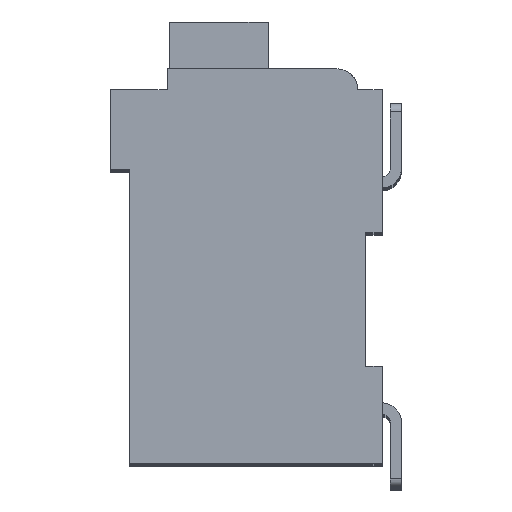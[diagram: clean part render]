
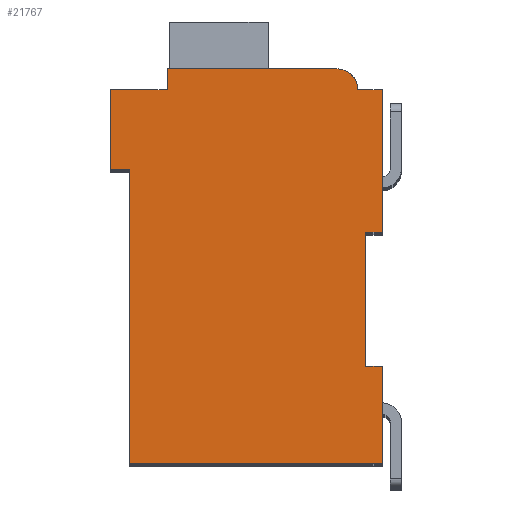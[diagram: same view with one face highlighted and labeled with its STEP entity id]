
A CAD part, top view. The second image highlights one B-rep face of the part: STEP entity #21767.
In plain terms, the highlighted planar face has unit normal (0, 0, 1).
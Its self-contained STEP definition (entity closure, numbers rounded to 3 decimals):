
#3926=DIRECTION('',(1.,0.,0.));
#3927=VECTOR('',#3926,0.5);
#3928=CARTESIAN_POINT('',(7.3,7.15,2.1));
#3929=LINE('',#3928,#3927);
#3930=DIRECTION('',(0.,1.,0.));
#3931=VECTOR('',#3930,4.15);
#3932=CARTESIAN_POINT('',(7.3,3.,2.1));
#3933=LINE('',#3932,#3931);
#3934=DIRECTION('',(-1.,0.,0.));
#3935=VECTOR('',#3934,0.5);
#3936=CARTESIAN_POINT('',(7.8,3.,2.1));
#3937=LINE('',#3936,#3935);
#3938=DIRECTION('',(0.,1.,0.));
#3939=VECTOR('',#3938,3.);
#3940=CARTESIAN_POINT('',(7.8,0.,2.1));
#3941=LINE('',#3940,#3939);
#3942=DIRECTION('',(1.,0.,0.));
#3943=VECTOR('',#3942,7.8);
#3944=CARTESIAN_POINT('',(0.,0.,2.1));
#3945=LINE('',#3944,#3943);
#3946=DIRECTION('',(0.,-1.,0.));
#3947=VECTOR('',#3946,9.1);
#3948=CARTESIAN_POINT('',(0.,9.1,2.1));
#3949=LINE('',#3948,#3947);
#3950=DIRECTION('',(1.,0.,0.));
#3951=VECTOR('',#3950,0.6);
#3952=CARTESIAN_POINT('',(-0.6,9.1,2.1));
#3953=LINE('',#3952,#3951);
#3954=DIRECTION('',(0.,-1.,0.));
#3955=VECTOR('',#3954,2.45);
#3956=CARTESIAN_POINT('',(-0.6,11.55,2.1));
#3957=LINE('',#3956,#3955);
#3958=DIRECTION('',(-1.,0.,0.));
#3959=VECTOR('',#3958,1.75);
#3960=CARTESIAN_POINT('',(1.15,11.55,2.1));
#3961=LINE('',#3960,#3959);
#3962=DIRECTION('',(0.,-1.,0.));
#3963=VECTOR('',#3962,0.65);
#3964=CARTESIAN_POINT('',(1.15,12.2,2.1));
#3965=LINE('',#3964,#3963);
#3966=DIRECTION('',(-1.,0.,0.));
#3967=VECTOR('',#3966,5.25);
#3968=CARTESIAN_POINT('',(6.4,12.2,2.1));
#3969=LINE('',#3968,#3967);
#3970=CARTESIAN_POINT('',(6.4,11.55,2.1));
#3971=DIRECTION('',(0.,0.,1.));
#3972=DIRECTION('',(1.,0.,0.));
#3973=AXIS2_PLACEMENT_3D('',#3970,#3971,#3972);
#3975=DIRECTION('',(-1.,0.,0.));
#3976=VECTOR('',#3975,0.75);
#3977=CARTESIAN_POINT('',(7.8,11.55,2.1));
#3978=LINE('',#3977,#3976);
#3979=DIRECTION('',(0.,1.,0.));
#3980=VECTOR('',#3979,4.4);
#3981=CARTESIAN_POINT('',(7.8,7.15,2.1));
#3982=LINE('',#3981,#3980);
#14131=CARTESIAN_POINT('',(7.3,7.15,2.1));
#14132=CARTESIAN_POINT('',(7.8,7.15,2.1));
#14133=VERTEX_POINT('',#14131);
#14134=VERTEX_POINT('',#14132);
#14135=CARTESIAN_POINT('',(7.8,11.55,2.1));
#14136=VERTEX_POINT('',#14135);
#14137=CARTESIAN_POINT('',(7.05,11.55,2.1));
#14138=VERTEX_POINT('',#14137);
#14139=CARTESIAN_POINT('',(6.4,12.2,2.1));
#14140=VERTEX_POINT('',#14139);
#14141=CARTESIAN_POINT('',(1.15,12.2,2.1));
#14142=VERTEX_POINT('',#14141);
#14143=CARTESIAN_POINT('',(1.15,11.55,2.1));
#14144=VERTEX_POINT('',#14143);
#14145=CARTESIAN_POINT('',(-0.6,11.55,2.1));
#14146=VERTEX_POINT('',#14145);
#14147=CARTESIAN_POINT('',(-0.6,9.1,2.1));
#14148=VERTEX_POINT('',#14147);
#14149=CARTESIAN_POINT('',(0.,9.1,2.1));
#14150=VERTEX_POINT('',#14149);
#14151=CARTESIAN_POINT('',(0.,0.,2.1));
#14152=VERTEX_POINT('',#14151);
#14153=CARTESIAN_POINT('',(7.8,0.,2.1));
#14154=VERTEX_POINT('',#14153);
#14155=CARTESIAN_POINT('',(7.8,3.,2.1));
#14156=VERTEX_POINT('',#14155);
#14157=CARTESIAN_POINT('',(7.3,3.,2.1));
#14158=VERTEX_POINT('',#14157);
#21743=CARTESIAN_POINT('',(0.,0.,2.1));
#21744=DIRECTION('',(0.,0.,1.));
#21745=DIRECTION('',(1.,0.,0.));
#21746=AXIS2_PLACEMENT_3D('',#21743,#21744,#21745);
#21747=PLANE('',#21746);
#21748=ORIENTED_EDGE('',*,*,#18524,.F.);
#21749=ORIENTED_EDGE('',*,*,#19232,.F.);
#21751=ORIENTED_EDGE('',*,*,#21750,.F.);
#21753=ORIENTED_EDGE('',*,*,#21752,.F.);
#21755=ORIENTED_EDGE('',*,*,#21754,.F.);
#21756=ORIENTED_EDGE('',*,*,#19784,.F.);
#21757=ORIENTED_EDGE('',*,*,#19928,.F.);
#21758=ORIENTED_EDGE('',*,*,#20187,.F.);
#21759=ORIENTED_EDGE('',*,*,#20451,.F.);
#21760=ORIENTED_EDGE('',*,*,#20520,.F.);
#21761=ORIENTED_EDGE('',*,*,#20915,.F.);
#21762=ORIENTED_EDGE('',*,*,#21503,.F.);
#21763=ORIENTED_EDGE('',*,*,#21359,.F.);
#21764=ORIENTED_EDGE('',*,*,#18908,.F.);
#21765=EDGE_LOOP('',(#21748,#21749,#21751,#21753,#21755,#21756,#21757,#21758,
#21759,#21760,#21761,#21762,#21763,#21764));
#21766=FACE_OUTER_BOUND('',#21765,.F.);
#3974=CIRCLE('',#3973,0.65);
#18524=EDGE_CURVE('',#14133,#14134,#3929,.T.);
#18908=EDGE_CURVE('',#14134,#14136,#3982,.T.);
#19232=EDGE_CURVE('',#14158,#14133,#3933,.T.);
#19784=EDGE_CURVE('',#14150,#14152,#3949,.T.);
#19928=EDGE_CURVE('',#14148,#14150,#3953,.T.);
#20187=EDGE_CURVE('',#14146,#14148,#3957,.T.);
#20451=EDGE_CURVE('',#14144,#14146,#3961,.T.);
#20520=EDGE_CURVE('',#14142,#14144,#3965,.T.);
#20915=EDGE_CURVE('',#14140,#14142,#3969,.T.);
#21359=EDGE_CURVE('',#14136,#14138,#3978,.T.);
#21503=EDGE_CURVE('',#14138,#14140,#3974,.T.);
#21750=EDGE_CURVE('',#14156,#14158,#3937,.T.);
#21752=EDGE_CURVE('',#14154,#14156,#3941,.T.);
#21754=EDGE_CURVE('',#14152,#14154,#3945,.T.);
#21767=ADVANCED_FACE('',(#21766),#21747,.T.);
